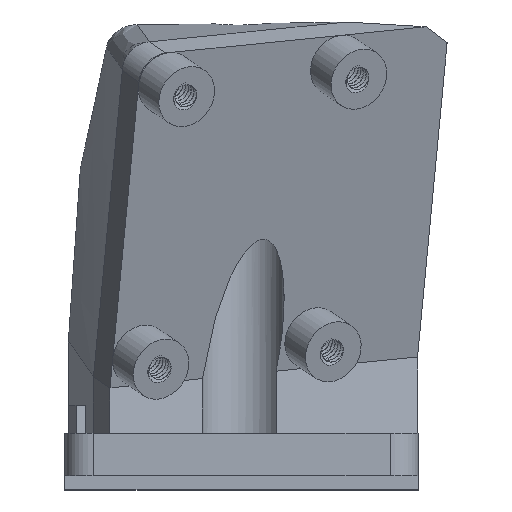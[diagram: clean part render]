
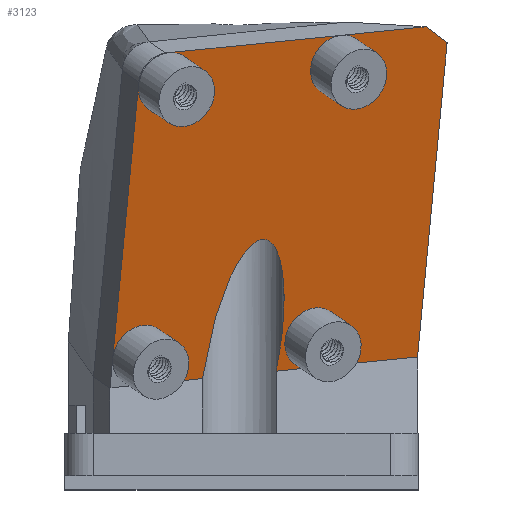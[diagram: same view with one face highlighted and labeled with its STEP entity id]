
A CAD part, top view. The second image highlights one B-rep face of the part: STEP entity #3123.
In plain terms, the highlighted face is planar.
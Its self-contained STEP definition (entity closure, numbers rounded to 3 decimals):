
#32=ELLIPSE('',#3353,9.081,3.);
#33=ELLIPSE('',#3354,9.081,3.);
#239=B_SPLINE_CURVE_WITH_KNOTS('',3,(#7799,#7800,#7801,#7802),
 .UNSPECIFIED.,.F.,.F.,(4,4),(0.105,0.408),
 .UNSPECIFIED.);
#304=PLANE('',#3356);
#454=FACE_OUTER_BOUND('',#632,.T.);
#632=EDGE_LOOP('',(#2423,#2424,#2425,#2426,#2427,#2428,#2429,#2430,#2431,
#2432,#2433,#2434,#2435,#2436,#2437,#2438));
#826=LINE('',#7856,#1020);
#827=LINE('',#7861,#1021);
#828=LINE('',#7862,#1022);
#829=LINE('',#7864,#1023);
#830=LINE('',#7869,#1024);
#831=LINE('',#7873,#1025);
#832=LINE('',#7876,#1026);
#1020=VECTOR('',#3859,10.);
#1021=VECTOR('',#3864,10.);
#1022=VECTOR('',#3865,10.);
#1023=VECTOR('',#3866,10.);
#1024=VECTOR('',#3871,10.);
#1025=VECTOR('',#3874,10.);
#1026=VECTOR('',#3877,10.);
#1107=CIRCLE('',#3357,2.25);
#1108=CIRCLE('',#3358,2.25);
#1109=CIRCLE('',#3359,2.25);
#1110=CIRCLE('',#3360,2.25);
#1111=CIRCLE('',#3361,2.25);
#1112=CIRCLE('',#3362,2.25);
#1376=VERTEX_POINT('',#7672);
#1378=VERTEX_POINT('',#7675);
#1383=VERTEX_POINT('',#7758);
#1386=VERTEX_POINT('',#7793);
#1387=VERTEX_POINT('',#7798);
#1393=VERTEX_POINT('',#7855);
#1394=VERTEX_POINT('',#7857);
#1395=VERTEX_POINT('',#7860);
#1396=VERTEX_POINT('',#7863);
#1397=VERTEX_POINT('',#7865);
#1398=VERTEX_POINT('',#7868);
#1399=VERTEX_POINT('',#7870);
#1400=VERTEX_POINT('',#7872);
#1401=VERTEX_POINT('',#7874);
#1795=EDGE_CURVE('',#1378,#1376,#32,.T.);
#1801=EDGE_CURVE('',#1383,#1378,#33,.T.);
#1806=EDGE_CURVE('',#1386,#1387,#239,.T.);
#1813=EDGE_CURVE('',#1376,#1393,#826,.T.);
#1814=EDGE_CURVE('',#1393,#1394,#1107,.T.);
#1815=EDGE_CURVE('',#1394,#1393,#1108,.T.);
#1816=EDGE_CURVE('',#1393,#1395,#827,.T.);
#1817=EDGE_CURVE('',#1395,#1387,#828,.T.);
#1818=EDGE_CURVE('',#1386,#1396,#829,.T.);
#1819=EDGE_CURVE('',#1396,#1397,#1109,.T.);
#1820=EDGE_CURVE('',#1397,#1396,#1110,.T.);
#1821=EDGE_CURVE('',#1396,#1398,#830,.T.);
#1822=EDGE_CURVE('',#1398,#1399,#1111,.T.);
#1823=EDGE_CURVE('',#1399,#1400,#831,.T.);
#1824=EDGE_CURVE('',#1400,#1401,#1112,.T.);
#1825=EDGE_CURVE('',#1401,#1383,#832,.T.);
#2423=ORIENTED_EDGE('',*,*,#1801,.T.);
#2424=ORIENTED_EDGE('',*,*,#1795,.T.);
#2425=ORIENTED_EDGE('',*,*,#1813,.T.);
#2426=ORIENTED_EDGE('',*,*,#1814,.T.);
#2427=ORIENTED_EDGE('',*,*,#1815,.T.);
#2428=ORIENTED_EDGE('',*,*,#1816,.T.);
#2429=ORIENTED_EDGE('',*,*,#1817,.T.);
#2430=ORIENTED_EDGE('',*,*,#1806,.F.);
#2431=ORIENTED_EDGE('',*,*,#1818,.T.);
#2432=ORIENTED_EDGE('',*,*,#1819,.T.);
#2433=ORIENTED_EDGE('',*,*,#1820,.T.);
#2434=ORIENTED_EDGE('',*,*,#1821,.T.);
#2435=ORIENTED_EDGE('',*,*,#1822,.T.);
#2436=ORIENTED_EDGE('',*,*,#1823,.T.);
#2437=ORIENTED_EDGE('',*,*,#1824,.T.);
#2438=ORIENTED_EDGE('',*,*,#1825,.T.);
#3123=ADVANCED_FACE('',(#454),#304,.T.);
#3353=AXIS2_PLACEMENT_3D('',#7676,#3848,#3849);
#3354=AXIS2_PLACEMENT_3D('',#7759,#3852,#3853);
#3356=AXIS2_PLACEMENT_3D('',#7854,#3857,#3858);
#3357=AXIS2_PLACEMENT_3D('',#7858,#3860,#3861);
#3358=AXIS2_PLACEMENT_3D('',#7859,#3862,#3863);
#3359=AXIS2_PLACEMENT_3D('',#7866,#3867,#3868);
#3360=AXIS2_PLACEMENT_3D('',#7867,#3869,#3870);
#3361=AXIS2_PLACEMENT_3D('',#7871,#3872,#3873);
#3362=AXIS2_PLACEMENT_3D('',#7875,#3875,#3876);
#3848=DIRECTION('center_axis',(-0.259,0.084,-0.962));
#3849=DIRECTION('ref_axis',(-0.091,-0.994,-0.063));
#3852=DIRECTION('center_axis',(-0.259,0.084,-0.962));
#3853=DIRECTION('ref_axis',(-0.091,-0.994,-0.063));
#3857=DIRECTION('center_axis',(0.259,-0.084,0.962));
#3858=DIRECTION('ref_axis',(0.966,0.023,-0.258));
#3859=DIRECTION('',(0.966,0.023,-0.258));
#3860=DIRECTION('center_axis',(-0.259,0.084,-0.962));
#3861=DIRECTION('ref_axis',(0.966,0.023,-0.258));
#3862=DIRECTION('center_axis',(-0.259,0.084,-0.962));
#3863=DIRECTION('ref_axis',(0.966,0.023,-0.258));
#3864=DIRECTION('',(0.966,0.023,-0.258));
#3865=DIRECTION('',(0.,0.996,0.087));
#3866=DIRECTION('',(-0.966,-0.023,0.258));
#3867=DIRECTION('center_axis',(-0.259,0.084,-0.962));
#3868=DIRECTION('ref_axis',(0.966,0.023,-0.258));
#3869=DIRECTION('center_axis',(-0.259,0.084,-0.962));
#3870=DIRECTION('ref_axis',(0.966,0.023,-0.258));
#3871=DIRECTION('',(-0.966,-0.023,0.258));
#3872=DIRECTION('center_axis',(-0.259,0.084,-0.962));
#3873=DIRECTION('ref_axis',(0.966,0.023,-0.258));
#3874=DIRECTION('',(0.,-0.996,-0.087));
#3875=DIRECTION('center_axis',(-0.259,0.084,-0.962));
#3876=DIRECTION('ref_axis',(0.966,0.023,-0.258));
#3877=DIRECTION('',(0.966,0.023,-0.258));
#7672=CARTESIAN_POINT('',(13.893,6.119,5.283));
#7675=CARTESIAN_POINT('',(13.986,11.556,5.734));
#7676=CARTESIAN_POINT('Origin',(11.088,7.102,6.123));
#7758=CARTESIAN_POINT('',(8.114,5.984,6.826));
#7759=CARTESIAN_POINT('Origin',(11.088,7.102,6.123));
#7793=CARTESIAN_POINT('',(23.21,31.242,4.975));
#7798=CARTESIAN_POINT('',(25.,29.9,4.376));
#7799=CARTESIAN_POINT('Ctrl Pts',(23.21,31.242,4.975));
#7800=CARTESIAN_POINT('Ctrl Pts',(23.897,30.727,4.745));
#7801=CARTESIAN_POINT('Ctrl Pts',(24.463,30.302,4.556));
#7802=CARTESIAN_POINT('Ctrl Pts',(25.,29.9,4.376));
#7854=CARTESIAN_POINT('Origin',(12.926,18.549,6.631));
#7855=CARTESIAN_POINT('',(16.548,6.181,4.574));
#7856=CARTESIAN_POINT('',(25.,6.379,2.318));
#7857=CARTESIAN_POINT('',(14.375,8.372,5.35));
#7858=CARTESIAN_POINT('Origin',(16.548,8.423,4.77));
#7859=CARTESIAN_POINT('Origin',(16.548,8.423,4.77));
#7860=CARTESIAN_POINT('',(25.,6.379,2.318));
#7861=CARTESIAN_POINT('',(25.,6.379,2.318));
#7862=CARTESIAN_POINT('',(25.,31.284,4.497));
#7863=CARTESIAN_POINT('',(16.548,31.086,6.753));
#7864=CARTESIAN_POINT('',(0.852,30.72,10.943));
#7865=CARTESIAN_POINT('',(14.375,28.794,7.137));
#7866=CARTESIAN_POINT('Origin',(16.548,28.845,6.557));
#7867=CARTESIAN_POINT('Origin',(16.548,28.845,6.557));
#7868=CARTESIAN_POINT('',(3.025,30.771,10.363));
#7869=CARTESIAN_POINT('',(0.852,30.72,10.943));
#7870=CARTESIAN_POINT('',(0.852,28.478,10.747));
#7871=CARTESIAN_POINT('Origin',(3.025,28.529,10.167));
#7872=CARTESIAN_POINT('',(0.852,8.056,8.96));
#7873=CARTESIAN_POINT('',(0.852,5.815,8.764));
#7874=CARTESIAN_POINT('',(3.025,5.866,8.184));
#7875=CARTESIAN_POINT('Origin',(3.025,8.107,8.38));
#7876=CARTESIAN_POINT('',(25.,6.379,2.318));
